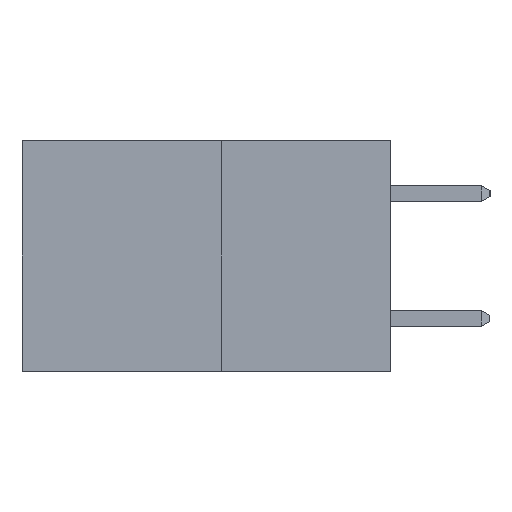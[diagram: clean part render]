
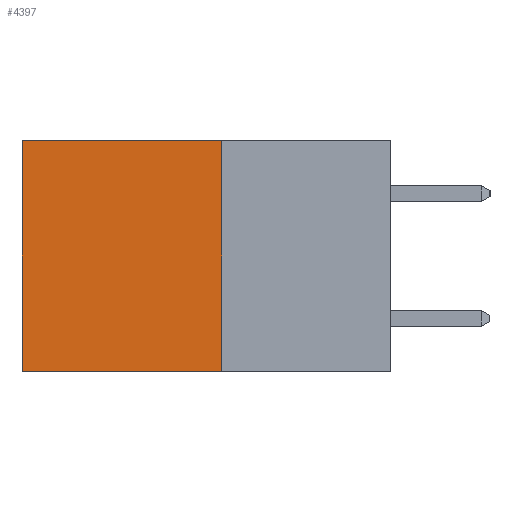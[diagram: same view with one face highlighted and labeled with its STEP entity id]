
A CAD part, left-side view. The second image highlights one B-rep face of the part: STEP entity #4397.
In plain terms, the highlighted planar face has unit normal (-1, 0, 0).
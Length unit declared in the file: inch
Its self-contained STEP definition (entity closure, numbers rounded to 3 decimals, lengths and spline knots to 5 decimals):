
#54 = LINE ( 'NONE', #3048, #1636 ) ;
#283 = CARTESIAN_POINT ( 'NONE',  ( 0.277, 0.27, -0.37 ) ) ;
#481 = DIRECTION ( 'NONE',  ( 0., 0., -1. ) ) ;
#538 = DIRECTION ( 'NONE',  ( 0., 0., -1. ) ) ;
#680 = PLANE ( 'NONE',  #4810 ) ;
#785 = CARTESIAN_POINT ( 'NONE',  ( 0.277, 0.27, -0.37 ) ) ;
#801 = LINE ( 'NONE', #3023, #6193 ) ;
#1208 = EDGE_CURVE ( 'NONE', #8107, #3079, #801, .T. ) ;
#1346 = EDGE_LOOP ( 'NONE', ( #7303, #8038, #5299, #4921 ) ) ;
#1410 = EDGE_CURVE ( 'NONE', #6540, #3079, #54, .T. ) ;
#1636 = VECTOR ( 'NONE', #2478, 39.37008 ) ;
#1776 = VECTOR ( 'NONE', #5425, 39.37008 ) ;
#1999 = LINE ( 'NONE', #5446, #1776 ) ;
#2229 = CARTESIAN_POINT ( 'NONE',  ( 0.277, 0.59, -0.37 ) ) ;
#2461 = VECTOR ( 'NONE', #4632, 39.37008 ) ;
#2478 = DIRECTION ( 'NONE',  ( 0., 1., 0. ) ) ;
#2856 = DIRECTION ( 'NONE',  ( 1., 0., 0. ) ) ;
#3023 = CARTESIAN_POINT ( 'NONE',  ( 0.277, 0.59, -0.37 ) ) ;
#3048 = CARTESIAN_POINT ( 'NONE',  ( 0.277, 0.27, -0.37 ) ) ;
#3061 = EDGE_CURVE ( 'NONE', #4506, #6540, #5856, .T. ) ;
#3079 = VERTEX_POINT ( 'NONE', #2229 ) ;
#3747 = CARTESIAN_POINT ( 'NONE',  ( 0.277, 0.59, 0. ) ) ;
#4159 = FACE_OUTER_BOUND ( 'NONE', #1346, .T. ) ;
#4397 = ADVANCED_FACE ( 'NONE', ( #4159 ), #680, .F. ) ;
#4506 = VERTEX_POINT ( 'NONE', #8135 ) ;
#4632 = DIRECTION ( 'NONE',  ( 0., 0., -1. ) ) ;
#4639 = CARTESIAN_POINT ( 'NONE',  ( 0.277, 0.27, -0.37 ) ) ;
#4810 = AXIS2_PLACEMENT_3D ( 'NONE', #785, #2856, #538 ) ;
#4921 = ORIENTED_EDGE ( 'NONE', *, *, #5184, .T. ) ;
#5184 = EDGE_CURVE ( 'NONE', #4506, #8107, #1999, .T. ) ;
#5299 = ORIENTED_EDGE ( 'NONE', *, *, #3061, .F. ) ;
#5425 = DIRECTION ( 'NONE',  ( 0., 1., 0. ) ) ;
#5446 = CARTESIAN_POINT ( 'NONE',  ( 0.277, 0.27, 0. ) ) ;
#5856 = LINE ( 'NONE', #4639, #2461 ) ;
#6193 = VECTOR ( 'NONE', #481, 39.37008 ) ;
#6540 = VERTEX_POINT ( 'NONE', #283 ) ;
#7303 = ORIENTED_EDGE ( 'NONE', *, *, #1208, .T. ) ;
#8038 = ORIENTED_EDGE ( 'NONE', *, *, #1410, .F. ) ;
#8107 = VERTEX_POINT ( 'NONE', #3747 ) ;
#8135 = CARTESIAN_POINT ( 'NONE',  ( 0.277, 0.27, 0. ) ) ;
